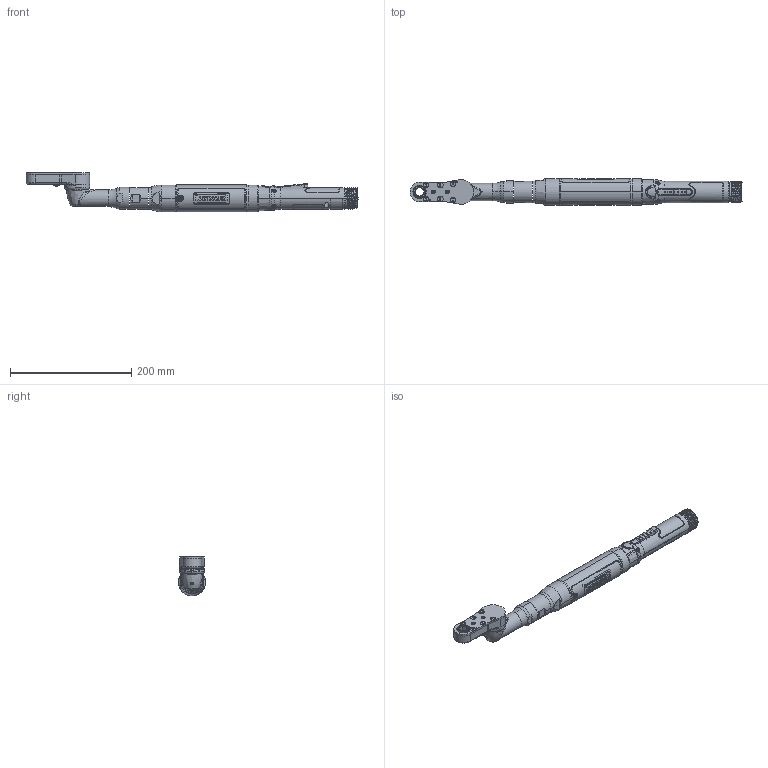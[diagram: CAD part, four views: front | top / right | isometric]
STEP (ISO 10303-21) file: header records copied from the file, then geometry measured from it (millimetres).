
FILE_DESCRIPTION((''),'2;1');
FILE_NAME('EB33LC246-33','2012-02-07T',('MAM0508'),(''),'PRO/ENGINEER BY PARAMETRIC TECHNOLOGY CORPORATION, 2010430','PRO/ENGINEER BY PARAMETRIC TECHNOLOGY CORPORATION, 2010430','');
FILE_SCHEMA(('CONFIG_CONTROL_DESIGN'));
Length unit declared in the file: inch
Products named in the file (1): EB33LC246-33
Bounding box: 547.49 x 45.57 x 65.61 mm (x, y, z)
Surface area: 127498.9 mm2 (no closed solid volume)
Topology: 0 solids, 178 shells, 633 faces, 3414 edges, 2876 vertices
Faces by surface type: cylinder 204, bspline 146, plane 144, cone 71, torus 48, extrusion 20
Entity records: 50924 total; most frequent: CARTESIAN_POINT 28163, ORIENTED_EDGE 4223, DIRECTION 3651, EDGE_CURVE 3412, VERTEX_POINT 2876, B_SPLINE_CURVE_WITH_KNOTS 1562, AXIS2_PLACEMENT_3D 1294, VECTOR 1063
